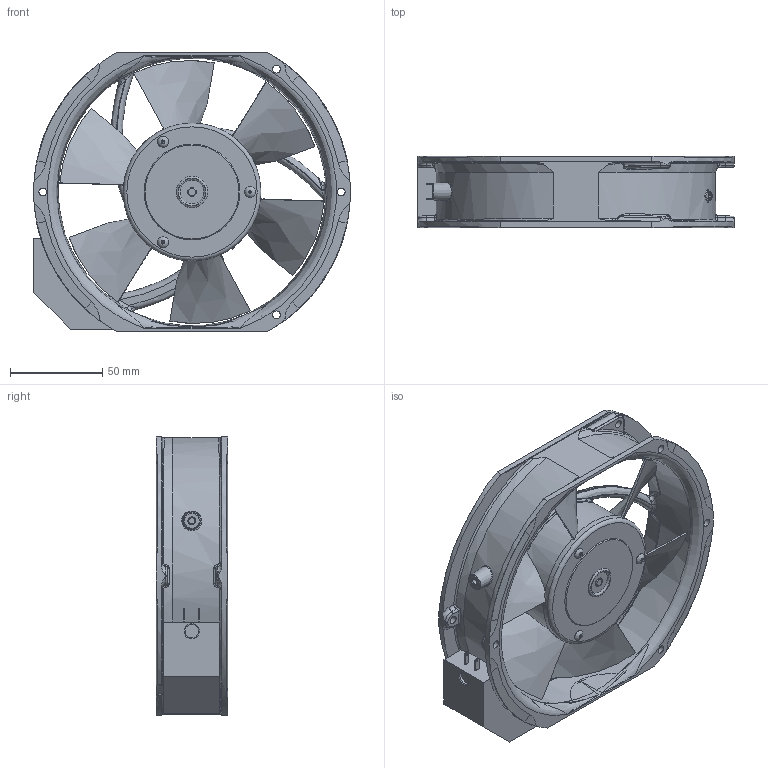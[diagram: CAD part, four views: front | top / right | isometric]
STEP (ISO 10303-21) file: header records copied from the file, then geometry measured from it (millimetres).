
FILE_DESCRIPTION( ( 'Unknown' ), '1' );
FILE_NAME( 'A17238_3D(rough)_s.stp', 'Unknown', ( 'Unknown' ), ( 'Unknown' ), 'PSStep 14.0', 'Unknown', ' ' );
FILE_SCHEMA( ( 'AUTOMOTIVE_DESIGN { 1 0 10303 214 1 1 1 1 }' ) );
Length unit declared in the file: millimetre
Products named in the file (1): 
Bounding box: 172 x 38.8 x 151 mm (x, y, z)
Surface area: 96149.2 mm2 (no closed solid volume)
Topology: 0 solids, 751 shells, 751 faces, 3658 edges, 3602 vertices
Faces by surface type: bspline 289, plane 218, cylinder 100, cone 70, torus 62, sphere 6, offset 6
Full cylindrical faces by diameter (mm): 1 x2, 3.242 x1, 4.3 x8, 4.92 x1, 7.3 x1, 17 x1, 71 x1, 74.8 x1
Entity records: 116047 total; most frequent: CARTESIAN_POINT 85577, DIRECTION 4232, ORIENTED_EDGE 3576, EDGE_CURVE 3576, VERTEX_POINT 3576, AXIS2_PLACEMENT_3D 1701, B_SPLINE_CURVE_WITH_KNOTS 1502, CIRCLE 1154
